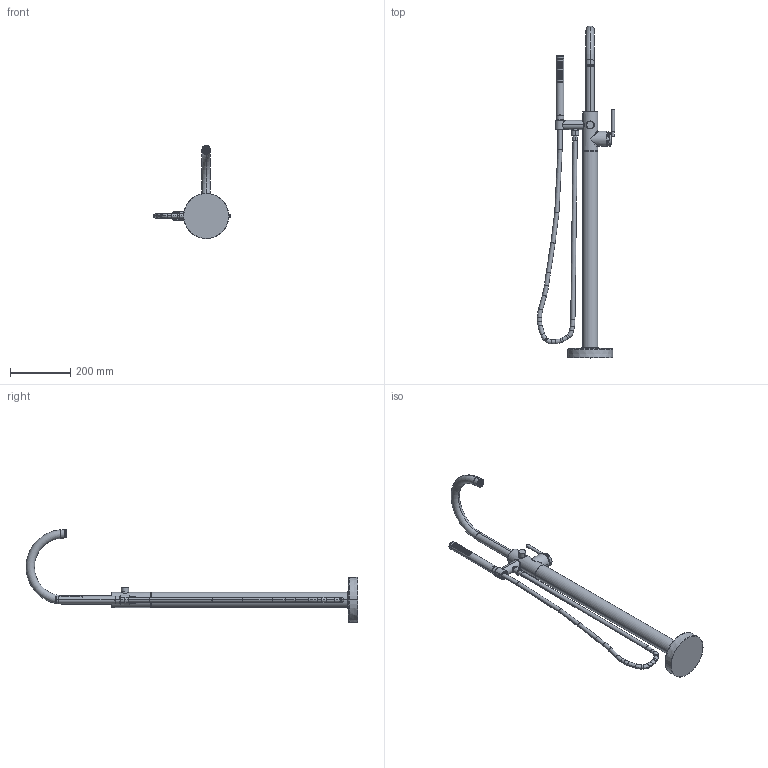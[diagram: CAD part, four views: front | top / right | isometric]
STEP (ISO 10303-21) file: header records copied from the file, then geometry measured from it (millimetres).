
FILE_DESCRIPTION((''),'2;1');
FILE_NAME('2480-4261','2021-08-30T16:51:58',('rsmith'),(''),'CREO PARAMETRIC BY PTC INC, 2018400','CREO PARAMETRIC BY PTC INC, 2018400','');
FILE_SCHEMA(('AUTOMOTIVE_DESIGN { 1 0 10303 214 1 1 1 1 }'));
Products named in the file (1): 2480-4261
Bounding box: 255.88 x 1099.88 x 308.94 mm (x, y, z)
Volume: 2820484 mm3; surface area: 351879.2 mm2
Topology: 3 solids, 3 shells, 1914 faces, 4714 edges, 2968 vertices
Faces by surface type: plane 859, bspline 680, cylinder 295, torus 50, cone 20, sphere 10
Entity records: 167212 total; most frequent: CARTESIAN_POINT 103926, ORIENTED_EDGE 9416, DIRECTION 6392, PRESENTATION_STYLE_ASSIGNMENT 5776, STYLED_ITEM 4711, CURVE_STYLE 4708, EDGE_CURVE 4708, VERTEX_POINT 2968
